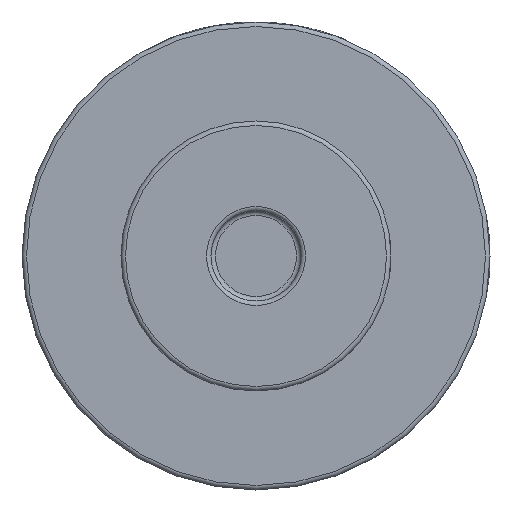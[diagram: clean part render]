
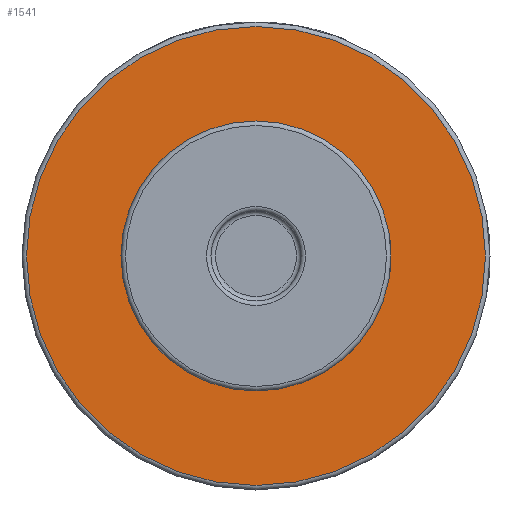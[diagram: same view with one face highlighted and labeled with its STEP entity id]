
A CAD part, front view. The second image highlights one B-rep face of the part: STEP entity #1541.
In plain terms, the highlighted planar face has unit normal (0, -1, 0).
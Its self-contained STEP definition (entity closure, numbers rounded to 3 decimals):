
#130 = CYLINDRICAL_SURFACE('',#131,7.5);
#131 = AXIS2_PLACEMENT_3D('',#132,#133,#134);
#132 = CARTESIAN_POINT('',(0.,0.,0.));
#133 = DIRECTION('',(0.,1.,0.));
#134 = DIRECTION('',(1.,0.,0.));
#484 = VERTEX_POINT('',#485);
#485 = CARTESIAN_POINT('',(7.5,20.,0.));
#506 = EDGE_CURVE('',#484,#484,#507,.T.);
#507 = SURFACE_CURVE('',#508,(#513,#520),.PCURVE_S1.);
#508 = CIRCLE('',#509,7.5);
#509 = AXIS2_PLACEMENT_3D('',#510,#511,#512);
#510 = CARTESIAN_POINT('',(0.,20.,0.));
#511 = DIRECTION('',(0.,-1.,0.));
#512 = DIRECTION('',(1.,0.,0.));
#513 = PCURVE('',#130,#514);
#514 = DEFINITIONAL_REPRESENTATION('',(#515),#519);
#515 = LINE('',#516,#517);
#516 = CARTESIAN_POINT('',(-0.,20.));
#517 = VECTOR('',#518,1.);
#518 = DIRECTION('',(-1.,0.));
#519 = ( GEOMETRIC_REPRESENTATION_CONTEXT(2) 
PARAMETRIC_REPRESENTATION_CONTEXT() REPRESENTATION_CONTEXT('2D SPACE',''
  ) );
#520 = PCURVE('',#521,#526);
#521 = PLANE('',#522);
#522 = AXIS2_PLACEMENT_3D('',#523,#524,#525);
#523 = CARTESIAN_POINT('',(0.,20.,0.));
#524 = DIRECTION('',(-0.,-1.,-0.));
#525 = DIRECTION('',(1.,0.,0.));
#526 = DEFINITIONAL_REPRESENTATION('',(#527),#531);
#527 = CIRCLE('',#528,7.5);
#528 = AXIS2_PLACEMENT_2D('',#529,#530);
#529 = CARTESIAN_POINT('',(0.,0.));
#530 = DIRECTION('',(1.,-0.));
#531 = ( GEOMETRIC_REPRESENTATION_CONTEXT(2) 
PARAMETRIC_REPRESENTATION_CONTEXT() REPRESENTATION_CONTEXT('2D SPACE',''
  ) );
#1541 = ADVANCED_FACE('',(#1542,#1573),#521,.T.);
#1542 = FACE_BOUND('',#1543,.F.);
#1543 = EDGE_LOOP('',(#1544));
#1544 = ORIENTED_EDGE('',*,*,#1545,.F.);
#1545 = EDGE_CURVE('',#1546,#1546,#1548,.T.);
#1546 = VERTEX_POINT('',#1547);
#1547 = CARTESIAN_POINT('',(12.75,20.,0.));
#1548 = SURFACE_CURVE('',#1549,(#1554,#1561),.PCURVE_S1.);
#1549 = CIRCLE('',#1550,12.75);
#1550 = AXIS2_PLACEMENT_3D('',#1551,#1552,#1553);
#1551 = CARTESIAN_POINT('',(0.,20.,0.));
#1552 = DIRECTION('',(0.,-1.,0.));
#1553 = DIRECTION('',(1.,0.,0.));
#1554 = PCURVE('',#521,#1555);
#1555 = DEFINITIONAL_REPRESENTATION('',(#1556),#1560);
#1556 = CIRCLE('',#1557,12.75);
#1557 = AXIS2_PLACEMENT_2D('',#1558,#1559);
#1558 = CARTESIAN_POINT('',(0.,0.));
#1559 = DIRECTION('',(1.,-0.));
#1560 = ( GEOMETRIC_REPRESENTATION_CONTEXT(2) 
PARAMETRIC_REPRESENTATION_CONTEXT() REPRESENTATION_CONTEXT('2D SPACE',''
  ) );
#1561 = PCURVE('',#1562,#1567);
#1562 = TOROIDAL_SURFACE('',#1563,12.75,0.25);
#1563 = AXIS2_PLACEMENT_3D('',#1564,#1565,#1566);
#1564 = CARTESIAN_POINT('',(0.,20.25,0.));
#1565 = DIRECTION('',(0.,1.,0.));
#1566 = DIRECTION('',(1.,0.,0.));
#1567 = DEFINITIONAL_REPRESENTATION('',(#1568),#1572);
#1568 = LINE('',#1569,#1570);
#1569 = CARTESIAN_POINT('',(-0.,4.712));
#1570 = VECTOR('',#1571,1.);
#1571 = DIRECTION('',(-1.,0.));
#1572 = ( GEOMETRIC_REPRESENTATION_CONTEXT(2) 
PARAMETRIC_REPRESENTATION_CONTEXT() REPRESENTATION_CONTEXT('2D SPACE',''
  ) );
#1573 = FACE_BOUND('',#1574,.F.);
#1574 = EDGE_LOOP('',(#1575));
#1575 = ORIENTED_EDGE('',*,*,#506,.T.);
